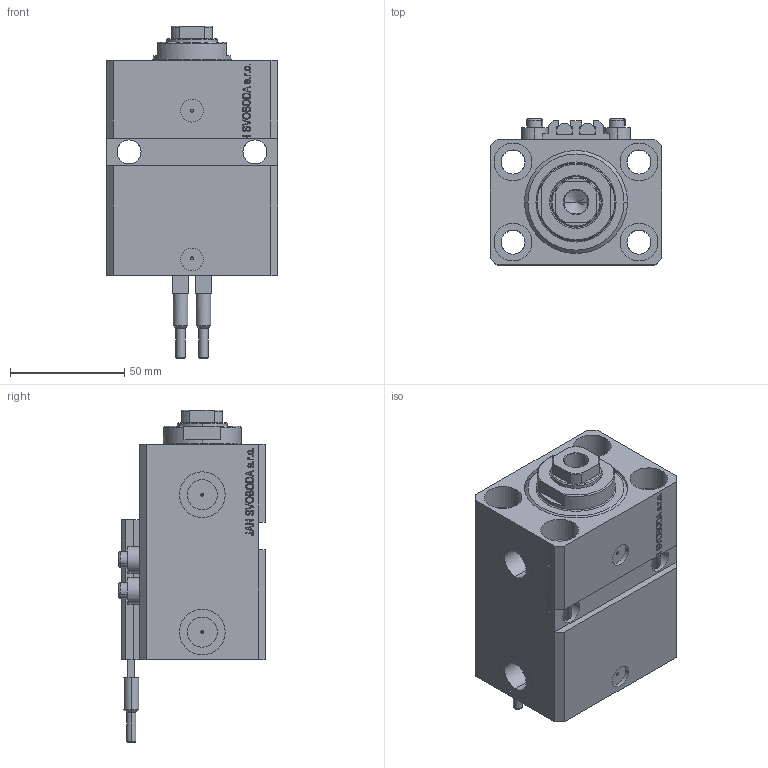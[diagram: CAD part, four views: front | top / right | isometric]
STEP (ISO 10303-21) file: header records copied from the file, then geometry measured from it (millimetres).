
FILE_DESCRIPTION (( 'STEP AP203' ), '1' );
FILE_NAME ('146d.STEP', '2025-10-24T09:41:12', ( '' ), ( '' ), 'SwSTEP 2.0', 'SolidWorks 2019', '' );
FILE_SCHEMA (( 'CONFIG_CONTROL_DESIGN' ));
Length unit declared in the file: millimetre
Products named in the file (6): V250CE_VC_E b2efbb1987e03319d8e67c3066176f75; SWITCH_V250CE b2efbb1987e03319d8e67c3066176f75; ALLEN BOLT V250CE b2efbb1987e03319d8e67c3066176f75; 146d; V250CE_C_VCP b2efbb1987e03319d8e67c3066176f75; V250CE_E_Body b2efbb1987e03319d8e67c3066176f75
Assembly tree (9 placements, depth 2):
  146d
    V250CE_E_Body b2efbb1987e03319d8e67c3066176f75
    ALLEN BOLT V250CE b2efbb1987e03319d8e67c3066176f75  x4
    V250CE_C_VCP b2efbb1987e03319d8e67c3066176f75
    V250CE_VC_E b2efbb1987e03319d8e67c3066176f75
    SWITCH_V250CE b2efbb1987e03319d8e67c3066176f75  x2
Bounding box: 75 x 64 x 145 mm (x, y, z)
Volume: 332325.1 mm3; surface area: 87536.7 mm2
Topology: 10 solids, 10 shells, 1132 faces, 2812 edges, 1815 vertices
Faces by surface type: plane 550, bspline 354, cylinder 150, cone 60, torus 18
Entity records: 48187 total; most frequent: CARTESIAN_POINT 24944, ORIENTED_EDGE 5206, DIRECTION 3493, EDGE_CURVE 2603, VERTEX_POINT 1701, VECTOR 1565, LINE 1565, EDGE_LOOP 1168
